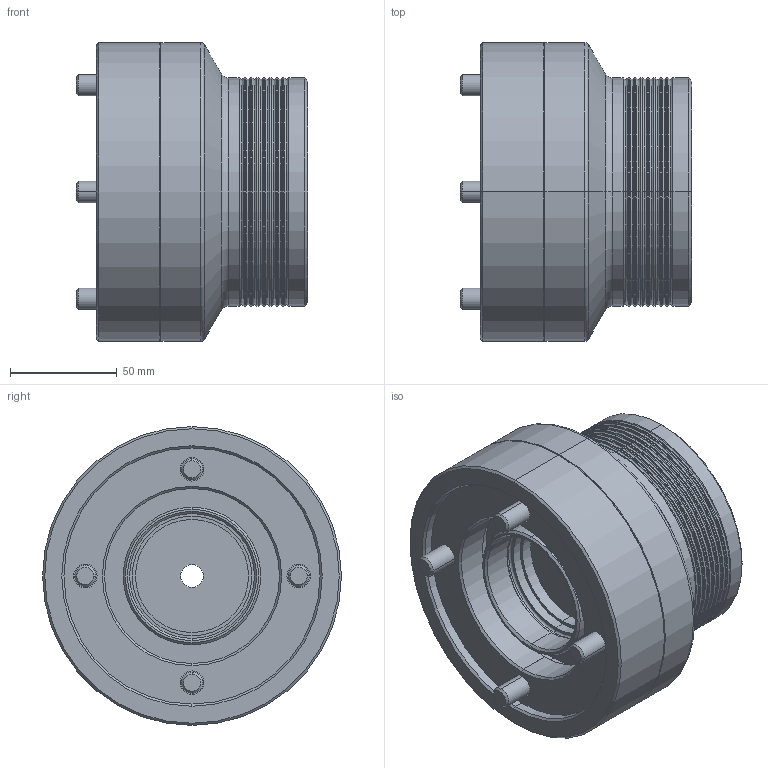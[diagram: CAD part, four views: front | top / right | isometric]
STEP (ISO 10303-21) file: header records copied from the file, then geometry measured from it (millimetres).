
FILE_DESCRIPTION (( 'STEP AP203' ), '1' );
FILE_NAME ('CF-CBE-5212.STEP', '2020-10-28T07:59:27', ( '' ), ( '' ), 'SwSTEP 2.0', 'SolidWorks 2016', '' );
FILE_SCHEMA (( 'CONFIG_CONTROL_DESIGN' ));
Length unit declared in the file: millimetre
Products named in the file (5): CF-CBE-52-04010; 圓頭內六角螺栓_M10x20; CF-CBE-5212; CF-CBE-52-01000; CF-CBE-5212-01000
Assembly tree (7 placements, depth 2):
  CF-CBE-5212
    CF-CBE-52-01000
    CF-CBE-5212-01000
    CF-CBE-52-04010
    圓頭內六角螺栓_M10x20  x4
Bounding box: 108.5 x 140 x 140 mm (x, y, z)
Volume: 874849 mm3; surface area: 157829.1 mm2
Topology: 7 solids, 7 shells, 300 faces, 642 edges, 368 vertices
Faces by surface type: cone 88, cylinder 88, plane 82, torus 42
Entity records: 6667 total; most frequent: DIRECTION 1232, CARTESIAN_POINT 1022, ORIENTED_EDGE 944, AXIS2_PLACEMENT_3D 531, EDGE_CURVE 472, CIRCLE 296, VERTEX_POINT 269, EDGE_LOOP 253
